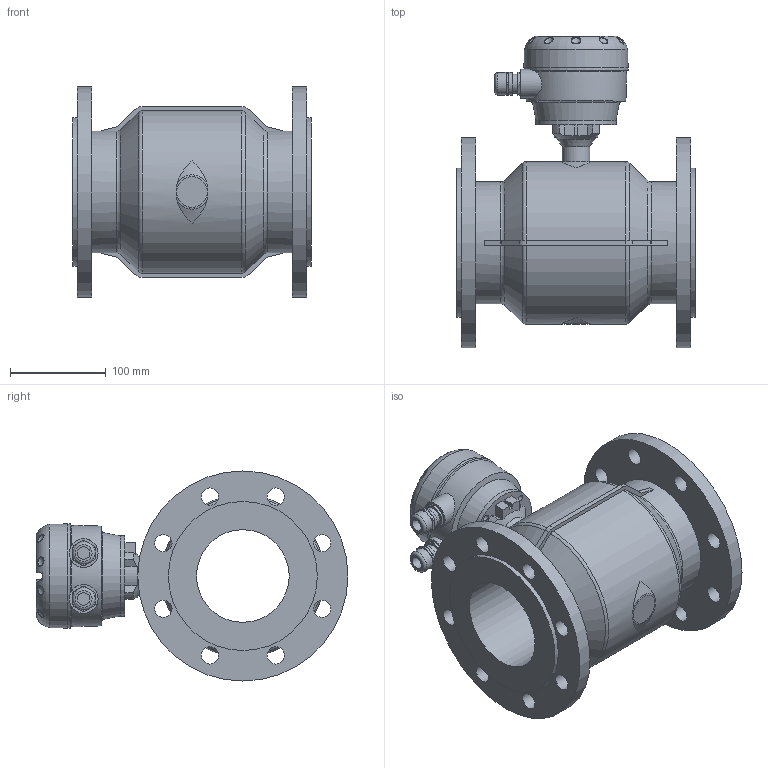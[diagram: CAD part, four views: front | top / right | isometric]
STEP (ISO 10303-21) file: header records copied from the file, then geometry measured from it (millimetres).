
FILE_DESCRIPTION (( 'STEP AP203' ), '1' );
FILE_NAME ('KROHNE_OPTIFLUX_2-4000W-WATERFLUX_3000F_DIN2633_DN100_PN16.STEP', '2011-04-26T11:24:10', ( '' ), ( '' ), 'SwSTEP 2.0', 'SolidWorks 2010', '' );
FILE_SCHEMA (( 'CONFIG_CONTROL_DESIGN' ));
Length unit declared in the file: millimetre
Products named in the file (1): KROHNE_OPTIFLUX_2-4000W-WATERFLUX_3000F_DIN2633_DN100_PN16
Bounding box: 250 x 326.49 x 220 mm (x, y, z)
Volume: 4208160.2 mm3; surface area: 434816.9 mm2
Topology: 14 solids, 14 shells, 391 faces, 976 edges, 634 vertices
Faces by surface type: plane 179, cylinder 102, bspline 53, torus 30, cone 14, sphere 13
Full cylindrical faces by diameter (mm): 4 x4, 6.6 x8, 13 x2, 18 x16, 20 x2, 23.5 x4, 29 x1, 30 x2, 84 x2, 97 x1, 109 x1, 127.6 x2, 156 x2, 220 x2
Entity records: 15840 total; most frequent: CARTESIAN_POINT 7101, ORIENTED_EDGE 1746, DIRECTION 1657, EDGE_CURVE 873, AXIS2_PLACEMENT_3D 615, VERTEX_POINT 607, EDGE_LOOP 548, FACE_OUTER_BOUND 457
